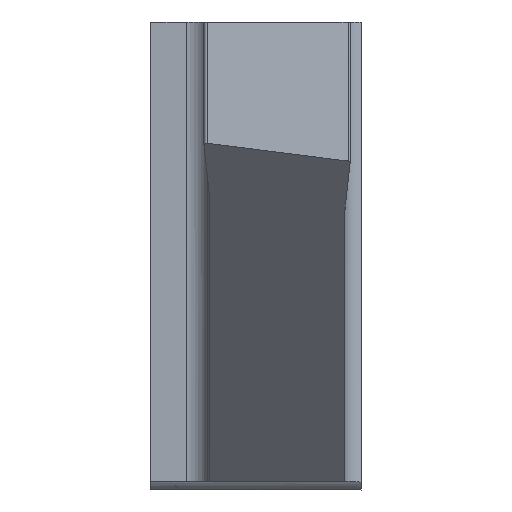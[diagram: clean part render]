
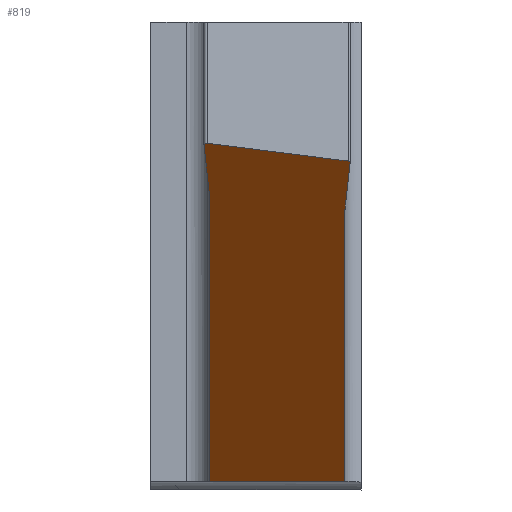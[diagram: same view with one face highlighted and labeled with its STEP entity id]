
A CAD part, front view. The second image highlights one B-rep face of the part: STEP entity #819.
In plain terms, the highlighted planar face has unit normal (0, -0.427, -0.904).
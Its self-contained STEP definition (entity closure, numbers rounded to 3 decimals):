
#565=CARTESIAN_POINT('',(3.312,12.223,-7.85));
#566=VERTEX_POINT('',#565);
#654=CARTESIAN_POINT('',(1.01,12.223,-7.85));
#655=VERTEX_POINT('',#654);
#666=CARTESIAN_POINT('',(3.312,12.223,-7.85));
#667=DIRECTION('',(-1.,0.,0.));
#668=VECTOR('',#667,2.302);
#669=LINE('',#666,#668);
#670=EDGE_CURVE('',#566,#655,#669,.T.);
#691=CARTESIAN_POINT('',(2.655,5.638,-4.737));
#692=DIRECTION('',(0.,0.427,0.904));
#693=DIRECTION('',(0.,-0.386,0.183));
#694=AXIS2_PLACEMENT_3D('',#691,#692,#693);
#695=PLANE('',#694);
#696=CARTESIAN_POINT('',(1.01,1.959,-2.998));
#697=DIRECTION('',(0.,0.904,-0.427));
#698=VECTOR('',#697,11.353);
#699=LINE('',#696,#698);
#700=CARTESIAN_POINT('',(1.01,1.959,-2.998));
#701=VERTEX_POINT('',#700);
#702=EDGE_CURVE('',#701,#655,#699,.T.);
#703=ORIENTED_EDGE('Edge 1333',*,*,#702,.T.);
#712=CARTESIAN_POINT('',(0.91,0.053,-2.097));
#713=DIRECTION('',(0.047,0.903,-0.427));
#714=VECTOR('',#713,2.111);
#715=LINE('',#712,#714);
#716=CARTESIAN_POINT('',(0.91,0.053,-2.097));
#717=VERTEX_POINT('',#716);
#718=EDGE_CURVE('',#717,#701,#715,.T.);
#719=ORIENTED_EDGE('Edge 308',*,*,#718,.T.);
#728=CARTESIAN_POINT('',(0.973,0.002,-2.073));
#729=CARTESIAN_POINT('',(0.937,-0.008,-2.068));
#730=CARTESIAN_POINT('',(0.908,0.015,-2.08));
#731=CARTESIAN_POINT('',(0.91,0.053,-2.097));
#732=(BOUNDED_CURVE()B_SPLINE_CURVE(3,(#728,#729,#730,#731),.UNSPECIFIED.,.F.,.F.)B_SPLINE_CURVE_WITH_KNOTS((4,4),(0.,1.),.UNSPECIFIED.)CURVE()GEOMETRIC_REPRESENTATION_ITEM()RATIONAL_B_SPLINE_CURVE((1.,0.725,0.725,1.))REPRESENTATION_ITEM(''));
#733=CARTESIAN_POINT('',(0.973,0.002,-2.073));
#734=VERTEX_POINT('',#733);
#735=EDGE_CURVE('',#734,#717,#732,.T.);
#736=ORIENTED_EDGE('Edge 313',*,*,#735,.T.);
#745=CARTESIAN_POINT('',(3.373,0.645,-2.377));
#746=DIRECTION('',(-0.959,-0.257,0.121));
#747=VECTOR('',#746,2.503);
#748=LINE('',#745,#747);
#749=CARTESIAN_POINT('',(3.373,0.645,-2.377));
#750=VERTEX_POINT('',#749);
#751=EDGE_CURVE('',#750,#734,#748,.T.);
#752=ORIENTED_EDGE('Edge 318',*,*,#751,.T.);
#761=CARTESIAN_POINT('',(3.41,0.696,-2.401));
#762=CARTESIAN_POINT('',(3.411,0.671,-2.389));
#763=CARTESIAN_POINT('',(3.397,0.651,-2.38));
#764=CARTESIAN_POINT('',(3.373,0.645,-2.377));
#765=(BOUNDED_CURVE()B_SPLINE_CURVE(3,(#761,#762,#763,#764),.UNSPECIFIED.,.F.,.F.)B_SPLINE_CURVE_WITH_KNOTS((4,4),(0.,1.),.UNSPECIFIED.)CURVE()GEOMETRIC_REPRESENTATION_ITEM()RATIONAL_B_SPLINE_CURVE((1.,0.851,0.851,1.))REPRESENTATION_ITEM(''));
#766=CARTESIAN_POINT('',(3.41,0.696,-2.401));
#767=VERTEX_POINT('',#766);
#768=EDGE_CURVE('',#767,#750,#765,.T.);
#769=ORIENTED_EDGE('Edge 323',*,*,#768,.T.);
#778=CARTESIAN_POINT('',(3.312,2.563,-3.284));
#779=DIRECTION('',(0.047,-0.903,0.427));
#780=VECTOR('',#779,2.068);
#781=LINE('',#778,#780);
#782=CARTESIAN_POINT('',(3.312,2.563,-3.284));
#783=VERTEX_POINT('',#782);
#784=EDGE_CURVE('',#783,#767,#781,.T.);
#785=ORIENTED_EDGE('Edge 328',*,*,#784,.T.);
#794=CARTESIAN_POINT('',(3.312,12.223,-7.85));
#795=DIRECTION('',(0.,-0.904,0.427));
#796=VECTOR('',#795,10.685);
#797=LINE('',#794,#796);
#798=EDGE_CURVE('',#566,#783,#797,.T.);
#799=ORIENTED_EDGE('Edge 1361',*,*,#798,.T.);
#808=ORIENTED_EDGE('Edge 338',*,*,#670,.F.);
#817=EDGE_LOOP('',(#808,#799,#785,#769,#752,#736,#719,#703));
#818=FACE_OUTER_BOUND('Loop 339',#817,.T.);
#819=ADVANCED_FACE('Face 340',(#818),#695,.F.);
